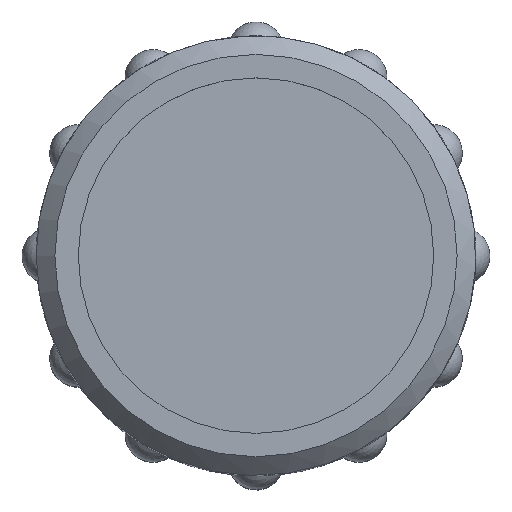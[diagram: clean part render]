
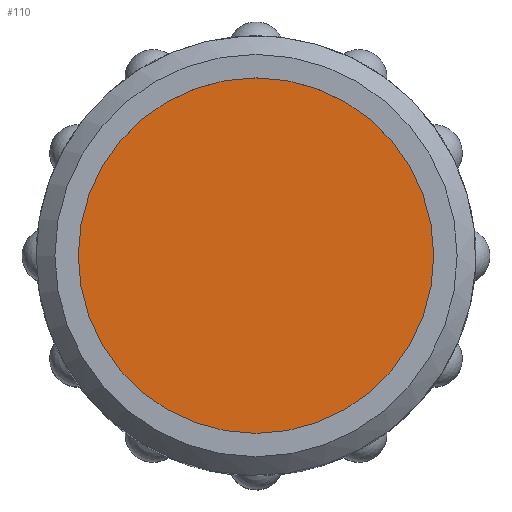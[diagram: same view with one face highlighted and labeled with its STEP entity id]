
A CAD part, top view. The second image highlights one B-rep face of the part: STEP entity #110.
In plain terms, the highlighted planar face has unit normal (0, 0, 1).
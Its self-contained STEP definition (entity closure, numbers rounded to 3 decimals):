
#110 = ADVANCED_FACE( '', ( #231 ), #232, .T. );
#231 = FACE_OUTER_BOUND( '', #356, .T. );
#232 = PLANE( '', #357 );
#356 = EDGE_LOOP( '', ( #579 ) );
#357 = AXIS2_PLACEMENT_3D( '', #580, #581, #582 );
#579 = ORIENTED_EDGE( '', *, *, #747, .T. );
#580 = CARTESIAN_POINT( '', ( 0., 0., 29. ) );
#581 = DIRECTION( '', ( 0., 0., 1. ) );
#582 = DIRECTION( '', ( 1., 0., 0. ) );
#747 = EDGE_CURVE( '', #903, #903, #904, .T. );
#903 = VERTEX_POINT( '', #1150 );
#904 = CIRCLE( '', #1151, 9.5 );
#1150 = CARTESIAN_POINT( '', ( 9.5, 0., 29. ) );
#1151 = AXIS2_PLACEMENT_3D( '', #1574, #1575, #1576 );
#1574 = CARTESIAN_POINT( '', ( 0., 0., 29. ) );
#1575 = DIRECTION( '', ( 0., 0., 1. ) );
#1576 = DIRECTION( '', ( 1., 0., 0. ) );
